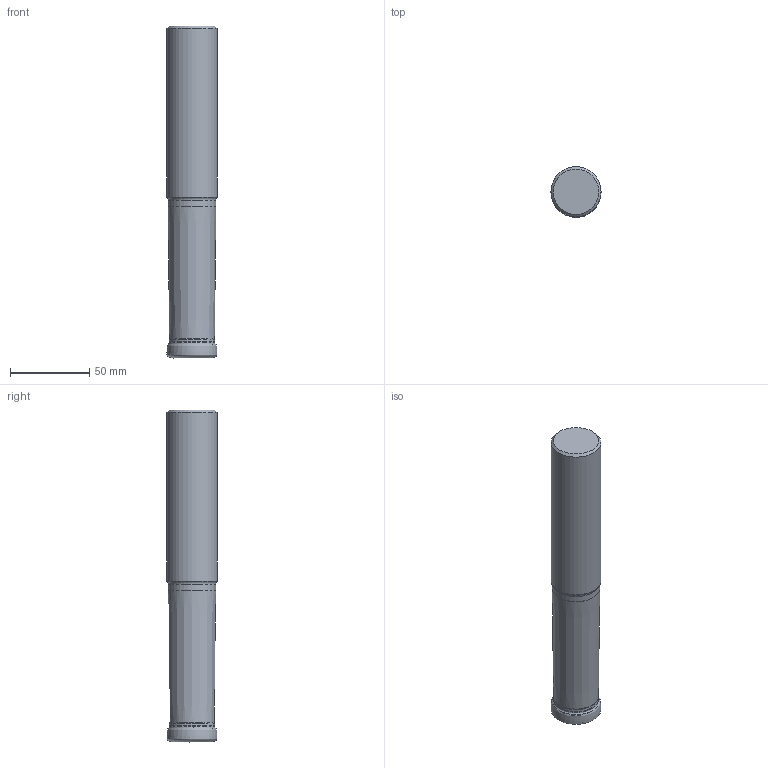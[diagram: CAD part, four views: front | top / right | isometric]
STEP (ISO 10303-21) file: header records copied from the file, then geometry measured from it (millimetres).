
FILE_DESCRIPTION(/* description */ (''),/* implementation_level */ '2;1');
FILE_NAME(/* name */ 'TOOLASSEMBLY_1.STP',/* time_stamp */ '2023-09-14T10:52:18+02:00',/* author */ (''),/* organization */ ('SMS'),/* preprocessor_version */ 'ST-DEVELOPER v16.7',/* originating_system */ 'SIEMENS PLM Software NX 12.0',/* authorisation */ '');
FILE_SCHEMA (('AUTOMOTIVE_DESIGN { 1 0 10303 214 3 1 1 1 }'));
Length unit declared in the file: millimetre
Products named in the file (4): ASSEMBLY_CONSTRUCTION; CUT_20230914104952; NOCUT_20230914104927; TOOLASSEMBLY_1
Assembly tree (3 placements, depth 2):
  TOOLASSEMBLY_1
    NOCUT_20230914104927
    CUT_20230914104952
    ASSEMBLY_CONSTRUCTION
Bounding box: 31.73 x 31.73 x 209.96 mm (x, y, z)
Volume: 158056.3 mm3; surface area: 23610.5 mm2
Topology: 2 solids, 2 shells, 23 faces, 49 edges, 38 vertices
Faces by surface type: cone 8, torus 6, plane 3, bspline 3, cylinder 2, revolution 1
Full cylindrical faces by diameter (mm): 30.23 x1, 31.73 x1
Entity records: 5768 total; most frequent: CARTESIAN_POINT 5186, DIRECTION 107, AXIS2_PLACEMENT_3D 53, EDGE_LOOP 42, ORIENTED_EDGE 42, FACE_BOUND 41, ADVANCED_FACE 23, VERTEX_POINT 22
